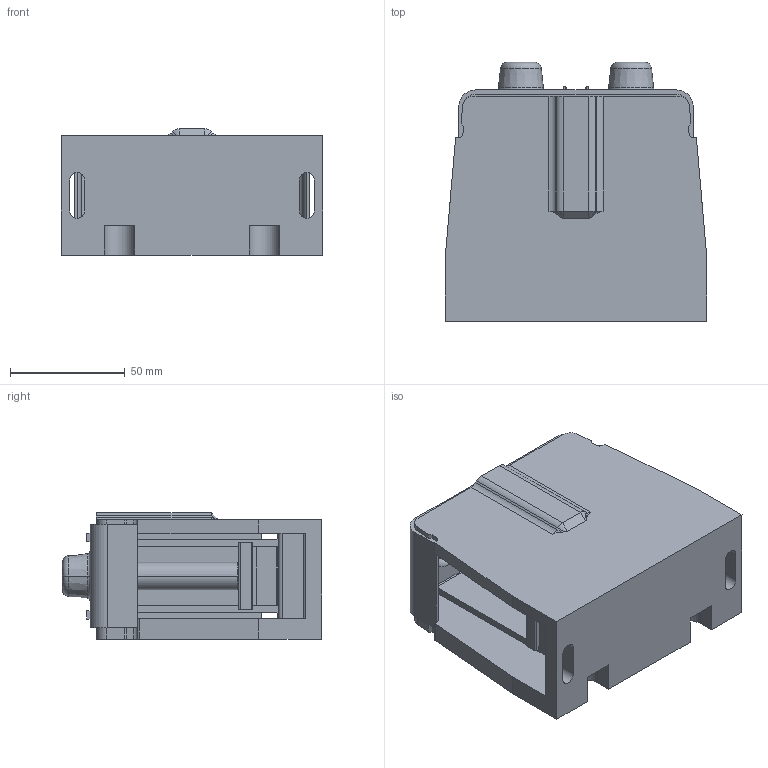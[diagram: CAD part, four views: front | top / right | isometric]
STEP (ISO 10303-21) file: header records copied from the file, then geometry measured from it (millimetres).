
FILE_DESCRIPTION((''),'2;1');
FILE_NAME('240_ASM','2024-01-29T',('dell'),(''),'PRO/ENGINEER BY PARAMETRIC TECHNOLOGY CORPORATION, 2013230','PRO/ENGINEER BY PARAMETRIC TECHNOLOGY CORPORATION, 2013230','');
FILE_SCHEMA(('AUTOMOTIVE_DESIGN { 1 0 10303 214 1 1 1 1 }'));
Length unit declared in the file: millimetre
Products named in the file (1): 240_ASM
Bounding box: 114 x 112.8 x 55 mm (x, y, z)
Volume: 353227.4 mm3; surface area: 113155.9 mm2
Topology: 3 solids, 3 shells, 535 faces, 1654 edges, 1092 vertices
Faces by surface type: plane 318, cylinder 185, cone 16, torus 16
Entity records: 20064 total; most frequent: CARTESIAN_POINT 4251, ORIENTED_EDGE 3308, DIRECTION 2829, EDGE_CURVE 1654, VECTOR 1195, LINE 1195, VERTEX_POINT 1092, AXIS2_PLACEMENT_3D 817
